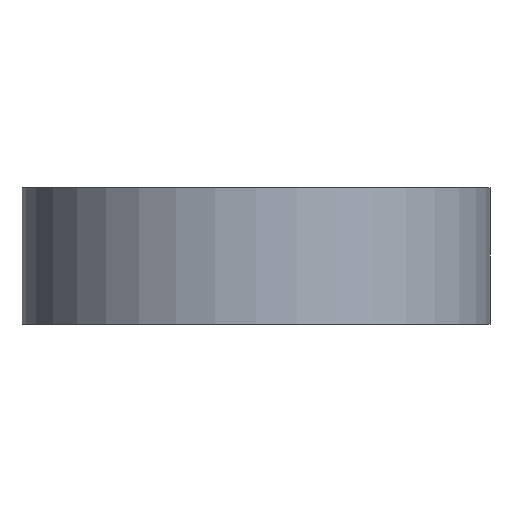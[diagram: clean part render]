
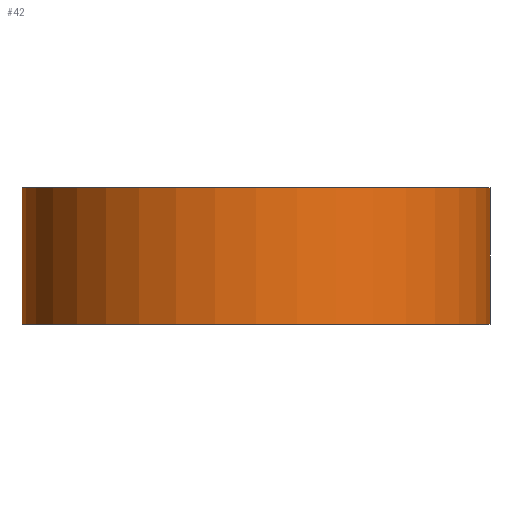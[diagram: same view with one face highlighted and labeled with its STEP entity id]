
A CAD part, front view. The second image highlights one B-rep face of the part: STEP entity #42.
In plain terms, the highlighted cylindrical face has radius 180.5 mm (diameter 361 mm), a full revolution.
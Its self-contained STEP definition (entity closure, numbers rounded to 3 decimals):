
#42 = ADVANCED_FACE( '', ( #85, #86 ), #87, .T. );
#85 = FACE_OUTER_BOUND( '', #124, .T. );
#86 = FACE_OUTER_BOUND( '', #125, .T. );
#87 = CYLINDRICAL_SURFACE( '', #126, 180.5 );
#124 = EDGE_LOOP( '', ( #167 ) );
#125 = EDGE_LOOP( '', ( #168 ) );
#126 = AXIS2_PLACEMENT_3D( '', #169, #170, #171 );
#167 = ORIENTED_EDGE( '', *, *, #193, .T. );
#168 = ORIENTED_EDGE( '', *, *, #185, .F. );
#169 = CARTESIAN_POINT( '', ( 0., 0., -52.5 ) );
#170 = DIRECTION( '', ( 0., 0., 1. ) );
#171 = DIRECTION( '', ( -1., 0., 0. ) );
#185 = EDGE_CURVE( '', #201, #201, #202, .T. );
#193 = EDGE_CURVE( '', #214, #214, #215, .T. );
#201 = VERTEX_POINT( '', #225 );
#202 = CIRCLE( '', #226, 180.5 );
#214 = VERTEX_POINT( '', #238 );
#215 = CIRCLE( '', #239, 180.5 );
#225 = CARTESIAN_POINT( '', ( -180.5, 0., -52.5 ) );
#226 = AXIS2_PLACEMENT_3D( '', #248, #249, #250 );
#238 = CARTESIAN_POINT( '', ( -180.5, 0., 52.5 ) );
#239 = AXIS2_PLACEMENT_3D( '', #263, #264, #265 );
#248 = CARTESIAN_POINT( '', ( 0., 0., -52.5 ) );
#249 = DIRECTION( '', ( 0., 0., -1. ) );
#250 = DIRECTION( '', ( -1., 0., 0. ) );
#263 = CARTESIAN_POINT( '', ( 0., 0., 52.5 ) );
#264 = DIRECTION( '', ( 0., 0., -1. ) );
#265 = DIRECTION( '', ( -1., 0., 0. ) );
